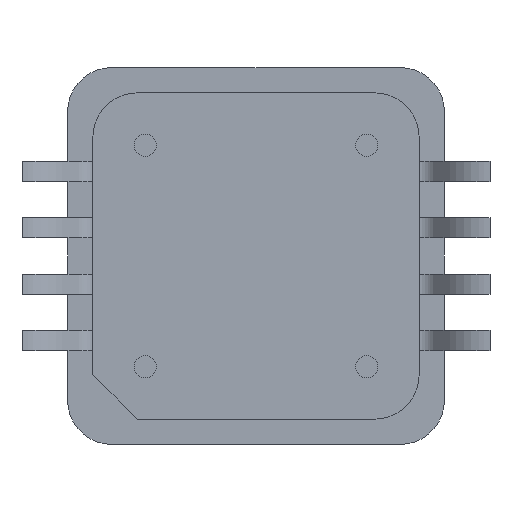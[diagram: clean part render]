
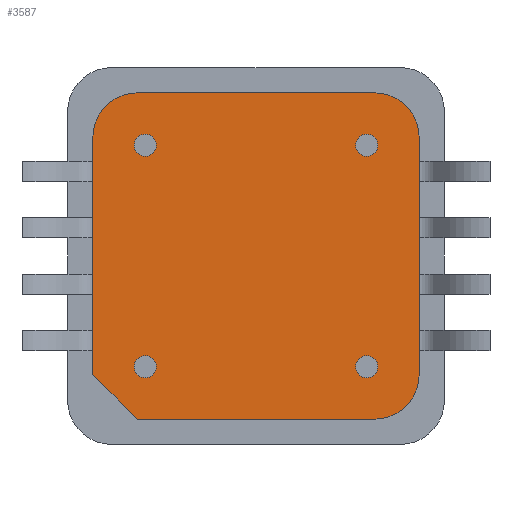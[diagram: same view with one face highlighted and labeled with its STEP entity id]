
A CAD part, front view. The second image highlights one B-rep face of the part: STEP entity #3587.
In plain terms, the highlighted planar face has unit normal (0, -1, 0).
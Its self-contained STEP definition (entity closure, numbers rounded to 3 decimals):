
#18 = VERTEX_POINT ( 'NONE', #2123 ) ;
#114 = VECTOR ( 'NONE', #2167, 1000. ) ;
#166 = DIRECTION ( 'NONE',  ( -1., 0., 0. ) ) ;
#172 = DIRECTION ( 'NONE',  ( 0., 0., -1. ) ) ;
#188 = AXIS2_PLACEMENT_3D ( 'NONE', #2784, #583, #3100 ) ;
#190 = LINE ( 'NONE', #1480, #2007 ) ;
#194 = CIRCLE ( 'NONE', #2192, 0.25 ) ;
#195 = VERTEX_POINT ( 'NONE', #3794 ) ;
#199 = CIRCLE ( 'NONE', #2534, 0.25 ) ;
#220 = DIRECTION ( 'NONE',  ( 0., -1., 0. ) ) ;
#232 = CARTESIAN_POINT ( 'NONE',  ( -2.683, 0.356, -3.683 ) ) ;
#234 = EDGE_LOOP ( 'NONE', ( #767, #560, #3349, #3776, #1685, #548, #1820, #1015 ) ) ;
#299 = CARTESIAN_POINT ( 'NONE',  ( 2.5, 0.356, -2.5 ) ) ;
#327 = VERTEX_POINT ( 'NONE', #1768 ) ;
#352 = EDGE_LOOP ( 'NONE', ( #3732, #740 ) ) ;
#399 = DIRECTION ( 'NONE',  ( 0., -1., 0. ) ) ;
#414 = VECTOR ( 'NONE', #2011, 1000. ) ;
#431 = DIRECTION ( 'NONE',  ( 0., 0., -1. ) ) ;
#489 = CARTESIAN_POINT ( 'NONE',  ( 2.5, 0.356, -2.5 ) ) ;
#495 = CARTESIAN_POINT ( 'NONE',  ( 2.683, 0.356, 2.683 ) ) ;
#520 = VERTEX_POINT ( 'NONE', #1687 ) ;
#548 = ORIENTED_EDGE ( 'NONE', *, *, #3742, .T. ) ;
#560 = ORIENTED_EDGE ( 'NONE', *, *, #2274, .T. ) ;
#562 = DIRECTION ( 'NONE',  ( 0., -1., 0. ) ) ;
#583 = DIRECTION ( 'NONE',  ( 0., -1., 0. ) ) ;
#607 = CARTESIAN_POINT ( 'NONE',  ( 3.683, 0.356, 2.683 ) ) ;
#634 = DIRECTION ( 'NONE',  ( 0., -1., 0. ) ) ;
#667 = CARTESIAN_POINT ( 'NONE',  ( 2.5, 0.356, 2.5 ) ) ;
#671 = CIRCLE ( 'NONE', #1058, 0.25 ) ;
#740 = ORIENTED_EDGE ( 'NONE', *, *, #2398, .F. ) ;
#752 = CIRCLE ( 'NONE', #1260, 0.25 ) ;
#757 = DIRECTION ( 'NONE',  ( 0., 0., -1. ) ) ;
#756 = AXIS2_PLACEMENT_3D ( 'NONE', #3254, #399, #1682 ) ;
#761 = EDGE_CURVE ( 'NONE', #327, #2388, #199, .T. ) ;
#767 = ORIENTED_EDGE ( 'NONE', *, *, #3957, .T. ) ;
#776 = EDGE_CURVE ( 'NONE', #520, #2691, #752, .T. ) ;
#806 = CARTESIAN_POINT ( 'NONE',  ( 2.683, 0.356, -3.683 ) ) ;
#808 = AXIS2_PLACEMENT_3D ( 'NONE', #489, #3330, #3021 ) ;
#842 = EDGE_CURVE ( 'NONE', #2599, #18, #1373, .T. ) ;
#881 = CARTESIAN_POINT ( 'NONE',  ( 2.683, 0.356, 3.683 ) ) ;
#883 = VERTEX_POINT ( 'NONE', #2704 ) ;
#908 = DIRECTION ( 'NONE',  ( 0., 0., -1. ) ) ;
#965 = EDGE_CURVE ( 'NONE', #4052, #2645, #2565, .T. ) ;
#1015 = ORIENTED_EDGE ( 'NONE', *, *, #965, .T. ) ;
#1058 = AXIS2_PLACEMENT_3D ( 'NONE', #3627, #220, #908 ) ;
#1069 = ORIENTED_EDGE ( 'NONE', *, *, #776, .F. ) ;
#1131 = CARTESIAN_POINT ( 'NONE',  ( -3.683, 0.356, 2.683 ) ) ;
#1227 = EDGE_CURVE ( 'NONE', #195, #883, #671, .T. ) ;
#1245 = VERTEX_POINT ( 'NONE', #607 ) ;
#1260 = AXIS2_PLACEMENT_3D ( 'NONE', #3611, #3588, #2663 ) ;
#1261 = CIRCLE ( 'NONE', #2932, 0.25 ) ;
#1268 = CARTESIAN_POINT ( 'NONE',  ( 2.5, 0.356, 2.75 ) ) ;
#1274 = AXIS2_PLACEMENT_3D ( 'NONE', #495, #3406, #172 ) ;
#1307 = DIRECTION ( 'NONE',  ( 0., -1., 0. ) ) ;
#1347 = CIRCLE ( 'NONE', #756, 0.25 ) ;
#1373 = LINE ( 'NONE', #3895, #2690 ) ;
#1398 = EDGE_LOOP ( 'NONE', ( #3523, #1069 ) ) ;
#1409 = FACE_BOUND ( 'NONE', #3471, .T. ) ;
#1470 = AXIS2_PLACEMENT_3D ( 'NONE', #299, #1963, #2578 ) ;
#1480 = CARTESIAN_POINT ( 'NONE',  ( 3.683, 0.356, 0. ) ) ;
#1553 = DIRECTION ( 'NONE',  ( 0., -1., 0. ) ) ;
#1590 = ORIENTED_EDGE ( 'NONE', *, *, #2300, .F. ) ;
#1682 = DIRECTION ( 'NONE',  ( 0., 0., -1. ) ) ;
#1685 = ORIENTED_EDGE ( 'NONE', *, *, #842, .T. ) ;
#1687 = CARTESIAN_POINT ( 'NONE',  ( -2.5, 0.356, 2.75 ) ) ;
#1766 = CARTESIAN_POINT ( 'NONE',  ( -3.683, 0.356, 0. ) ) ;
#1768 = CARTESIAN_POINT ( 'NONE',  ( 2.5, 0.356, 2.25 ) ) ;
#1820 = ORIENTED_EDGE ( 'NONE', *, *, #2970, .T. ) ;
#1963 = DIRECTION ( 'NONE',  ( 0., -1., 0. ) ) ;
#2007 = VECTOR ( 'NONE', #2739, 1000. ) ;
#2011 = DIRECTION ( 'NONE',  ( 0., 0., -1. ) ) ;
#2123 = CARTESIAN_POINT ( 'NONE',  ( -2.683, 0.356, 3.683 ) ) ;
#2167 = DIRECTION ( 'NONE',  ( 0.707, 0., -0.707 ) ) ;
#2180 = VERTEX_POINT ( 'NONE', #2583 ) ;
#2192 = AXIS2_PLACEMENT_3D ( 'NONE', #3473, #634, #757 ) ;
#2223 = ORIENTED_EDGE ( 'NONE', *, *, #4058, .F. ) ;
#2225 = FACE_BOUND ( 'NONE', #3550, .T. ) ;
#2274 = EDGE_CURVE ( 'NONE', #2785, #3163, #3193, .T. ) ;
#2300 = EDGE_CURVE ( 'NONE', #2388, #327, #1261, .T. ) ;
#2388 = VERTEX_POINT ( 'NONE', #1268 ) ;
#2389 = VECTOR ( 'NONE', #3638, 1000. ) ;
#2398 = EDGE_CURVE ( 'NONE', #883, #195, #194, .T. ) ;
#2449 = VERTEX_POINT ( 'NONE', #1131 ) ;
#2454 = DIRECTION ( 'NONE',  ( 0., 0., -1. ) ) ;
#2490 = EDGE_CURVE ( 'NONE', #2541, #2180, #3979, .T. ) ;
#2534 = AXIS2_PLACEMENT_3D ( 'NONE', #667, #1307, #431 ) ;
#2541 = VERTEX_POINT ( 'NONE', #3949 ) ;
#2565 = LINE ( 'NONE', #3831, #114 ) ;
#2578 = DIRECTION ( 'NONE',  ( 0., 0., -1. ) ) ;
#2580 = EDGE_CURVE ( 'NONE', #3163, #1245, #190, .T. ) ;
#2583 = CARTESIAN_POINT ( 'NONE',  ( 2.5, 0.356, -2.75 ) ) ;
#2599 = VERTEX_POINT ( 'NONE', #881 ) ;
#2645 = VERTEX_POINT ( 'NONE', #232 ) ;
#2663 = DIRECTION ( 'NONE',  ( 0., 0., -1. ) ) ;
#2690 = VECTOR ( 'NONE', #166, 1000. ) ;
#2691 = VERTEX_POINT ( 'NONE', #2910 ) ;
#2700 = DIRECTION ( 'NONE',  ( 0., 0., -1. ) ) ;
#2704 = CARTESIAN_POINT ( 'NONE',  ( -2.5, 0.356, -2.25 ) ) ;
#2739 = DIRECTION ( 'NONE',  ( 0., 0., 1. ) ) ;
#2784 = CARTESIAN_POINT ( 'NONE',  ( 2.683, 0.356, -2.683 ) ) ;
#2785 = VERTEX_POINT ( 'NONE', #806 ) ;
#2856 = CARTESIAN_POINT ( 'NONE',  ( 3.683, 0.356, -2.683 ) ) ;
#2883 = CIRCLE ( 'NONE', #2959, 1. ) ;
#2910 = CARTESIAN_POINT ( 'NONE',  ( -2.5, 0.356, 2.25 ) ) ;
#2932 = AXIS2_PLACEMENT_3D ( 'NONE', #3424, #562, #3661 ) ;
#2959 = AXIS2_PLACEMENT_3D ( 'NONE', #3744, #1553, #2454 ) ;
#2970 = EDGE_CURVE ( 'NONE', #2449, #4052, #3578, .T. ) ;
#3021 = DIRECTION ( 'NONE',  ( 0., 0., -1. ) ) ;
#3078 = CIRCLE ( 'NONE', #1274, 1. ) ;
#3100 = DIRECTION ( 'NONE',  ( 0., 0., -1. ) ) ;
#3163 = VERTEX_POINT ( 'NONE', #2856 ) ;
#3193 = CIRCLE ( 'NONE', #188, 1. ) ;
#3215 = AXIS2_PLACEMENT_3D ( 'NONE', #3354, #3318, #2700 ) ;
#3229 = CARTESIAN_POINT ( 'NONE',  ( -3.683, 0.356, -2.683 ) ) ;
#3254 = CARTESIAN_POINT ( 'NONE',  ( -2.5, 0.356, 2.5 ) ) ;
#3297 = EDGE_CURVE ( 'NONE', #2691, #520, #1347, .T. ) ;
#3318 = DIRECTION ( 'NONE',  ( 0., -1., 0. ) ) ;
#3321 = EDGE_CURVE ( 'NONE', #1245, #2599, #3078, .T. ) ;
#3330 = DIRECTION ( 'NONE',  ( 0., -1., 0. ) ) ;
#3349 = ORIENTED_EDGE ( 'NONE', *, *, #2580, .T. ) ;
#3354 = CARTESIAN_POINT ( 'NONE',  ( 0., 0.356, 0. ) ) ;
#3381 = CIRCLE ( 'NONE', #1470, 0.25 ) ;
#3404 = ORIENTED_EDGE ( 'NONE', *, *, #2490, .F. ) ;
#3406 = DIRECTION ( 'NONE',  ( 0., -1., 0. ) ) ;
#3424 = CARTESIAN_POINT ( 'NONE',  ( 2.5, 0.356, 2.5 ) ) ;
#3471 = EDGE_LOOP ( 'NONE', ( #3724, #1590 ) ) ;
#3473 = CARTESIAN_POINT ( 'NONE',  ( -2.5, 0.356, -2.5 ) ) ;
#3523 = ORIENTED_EDGE ( 'NONE', *, *, #3297, .F. ) ;
#3550 = EDGE_LOOP ( 'NONE', ( #2223, #3404 ) ) ;
#3578 = LINE ( 'NONE', #1766, #414 ) ;
#3587 = ADVANCED_FACE ( 'NONE', ( #2225, #3886, #1409, #3665, #3909 ), #3931, .T. ) ;
#3588 = DIRECTION ( 'NONE',  ( 0., -1., 0. ) ) ;
#3611 = CARTESIAN_POINT ( 'NONE',  ( -2.5, 0.356, 2.5 ) ) ;
#3627 = CARTESIAN_POINT ( 'NONE',  ( -2.5, 0.356, -2.5 ) ) ;
#3638 = DIRECTION ( 'NONE',  ( 1., 0., 0. ) ) ;
#3661 = DIRECTION ( 'NONE',  ( 0., 0., -1. ) ) ;
#3665 = FACE_BOUND ( 'NONE', #1398, .T. ) ;
#3724 = ORIENTED_EDGE ( 'NONE', *, *, #761, .F. ) ;
#3732 = ORIENTED_EDGE ( 'NONE', *, *, #1227, .F. ) ;
#3742 = EDGE_CURVE ( 'NONE', #18, #2449, #2883, .T. ) ;
#3744 = CARTESIAN_POINT ( 'NONE',  ( -2.683, 0.356, 2.683 ) ) ;
#3776 = ORIENTED_EDGE ( 'NONE', *, *, #3321, .T. ) ;
#3794 = CARTESIAN_POINT ( 'NONE',  ( -2.5, 0.356, -2.75 ) ) ;
#3831 = CARTESIAN_POINT ( 'NONE',  ( -3.183, 0.356, -3.183 ) ) ;
#3886 = FACE_BOUND ( 'NONE', #352, .T. ) ;
#3895 = CARTESIAN_POINT ( 'NONE',  ( 0., 0.356, 3.683 ) ) ;
#3909 = FACE_OUTER_BOUND ( 'NONE', #234, .T. ) ;
#3931 = PLANE ( 'NONE',  #3215 ) ;
#3944 = LINE ( 'NONE', #3959, #2389 ) ;
#3949 = CARTESIAN_POINT ( 'NONE',  ( 2.5, 0.356, -2.25 ) ) ;
#3957 = EDGE_CURVE ( 'NONE', #2645, #2785, #3944, .T. ) ;
#3959 = CARTESIAN_POINT ( 'NONE',  ( 0., 0.356, -3.683 ) ) ;
#3979 = CIRCLE ( 'NONE', #808, 0.25 ) ;
#4052 = VERTEX_POINT ( 'NONE', #3229 ) ;
#4058 = EDGE_CURVE ( 'NONE', #2180, #2541, #3381, .T. ) ;
